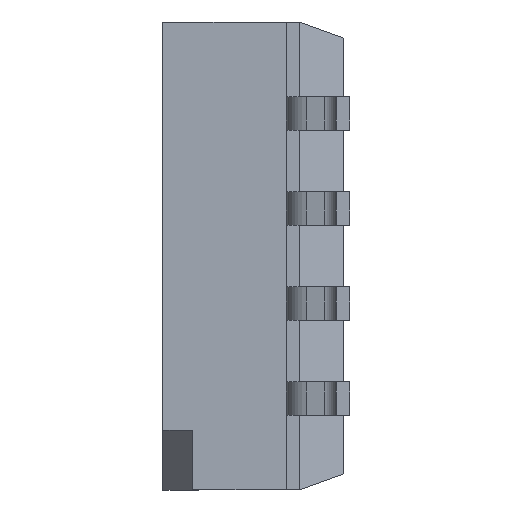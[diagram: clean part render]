
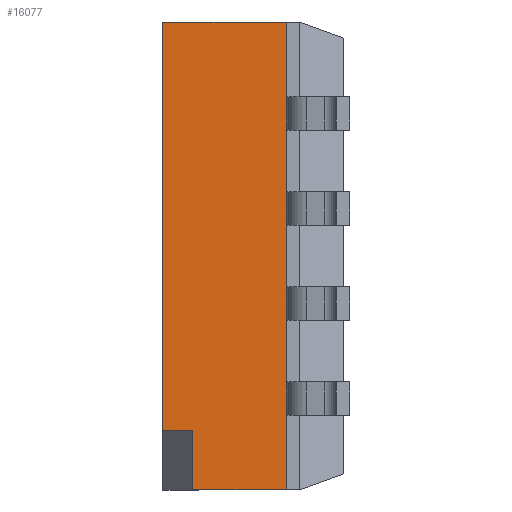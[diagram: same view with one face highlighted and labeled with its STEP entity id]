
A CAD part, left-side view. The second image highlights one B-rep face of the part: STEP entity #16077.
In plain terms, the highlighted planar face has unit normal (-1, 0, 0).
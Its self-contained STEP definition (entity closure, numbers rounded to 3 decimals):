
#635 = CARTESIAN_POINT ( 'NONE',  ( -2.9, -1.65, 0. ) ) ;
#1229 = LINE ( 'NONE', #17769, #4477 ) ;
#1778 = LINE ( 'NONE', #15767, #16949 ) ;
#2000 = VECTOR ( 'NONE', #14188, 1000. ) ;
#2134 = DIRECTION ( 'NONE',  ( 0., 0., 1. ) ) ;
#2665 = DIRECTION ( 'NONE',  ( 0., -1., 0. ) ) ;
#3947 = FACE_OUTER_BOUND ( 'NONE', #15576, .T. ) ;
#4387 = LINE ( 'NONE', #12647, #2000 ) ;
#4477 = VECTOR ( 'NONE', #5235, 1000. ) ;
#5190 = EDGE_CURVE ( 'NONE', #10583, #17851, #16304, .T. ) ;
#5235 = DIRECTION ( 'NONE',  ( 0., 1., 0. ) ) ;
#6486 = CARTESIAN_POINT ( 'NONE',  ( -2.9, -7.463, 0. ) ) ;
#6511 = CARTESIAN_POINT ( 'NONE',  ( -2.9, 0., 0. ) ) ;
#6667 = ORIENTED_EDGE ( 'NONE', *, *, #5190, .T. ) ;
#6752 = PLANE ( 'NONE',  #16507 ) ;
#7409 = EDGE_CURVE ( 'NONE', #17850, #10050, #1229, .T. ) ;
#7592 = DIRECTION ( 'NONE',  ( 0., -1., 0. ) ) ;
#7638 = EDGE_CURVE ( 'NONE', #15754, #10583, #1778, .T. ) ;
#7683 = DIRECTION ( 'NONE',  ( 0., 1., 0. ) ) ;
#7807 = VECTOR ( 'NONE', #7683, 1000. ) ;
#8119 = ORIENTED_EDGE ( 'NONE', *, *, #9005, .T. ) ;
#8571 = ORIENTED_EDGE ( 'NONE', *, *, #14022, .F. ) ;
#8669 = EDGE_CURVE ( 'NONE', #15754, #17850, #4387, .T. ) ;
#8673 = CARTESIAN_POINT ( 'NONE',  ( -2.9, 0., 0. ) ) ;
#9005 = EDGE_CURVE ( 'NONE', #17851, #14834, #13408, .T. ) ;
#10036 = LINE ( 'NONE', #8673, #17870 ) ;
#10050 = VERTEX_POINT ( 'NONE', #17254 ) ;
#10160 = CARTESIAN_POINT ( 'NONE',  ( -2.9, -0.4, -5.45 ) ) ;
#10583 = VERTEX_POINT ( 'NONE', #17000 ) ;
#11415 = VECTOR ( 'NONE', #12114, 1000. ) ;
#12114 = DIRECTION ( 'NONE',  ( 0., 0., 1. ) ) ;
#12295 = CARTESIAN_POINT ( 'NONE',  ( -2.9, -7.463, 0. ) ) ;
#12647 = CARTESIAN_POINT ( 'NONE',  ( -2.9, -0.4, -6.25 ) ) ;
#13041 = ORIENTED_EDGE ( 'NONE', *, *, #7409, .F. ) ;
#13408 = LINE ( 'NONE', #6486, #7807 ) ;
#13744 = CARTESIAN_POINT ( 'NONE',  ( -2.9, -1.65, 0. ) ) ;
#13748 = ORIENTED_EDGE ( 'NONE', *, *, #7638, .T. ) ;
#13957 = CARTESIAN_POINT ( 'NONE',  ( -2.9, -0.4, -6.25 ) ) ;
#14022 = EDGE_CURVE ( 'NONE', #10050, #14834, #10036, .T. ) ;
#14188 = DIRECTION ( 'NONE',  ( 0., 0., 1. ) ) ;
#14834 = VERTEX_POINT ( 'NONE', #6511 ) ;
#15576 = EDGE_LOOP ( 'NONE', ( #13041, #17363, #13748, #6667, #8119, #8571 ) ) ;
#15754 = VERTEX_POINT ( 'NONE', #13957 ) ;
#15767 = CARTESIAN_POINT ( 'NONE',  ( -2.9, 0., -6.25 ) ) ;
#16077 = ADVANCED_FACE ( 'NONE', ( #3947 ), #6752, .T. ) ;
#16304 = LINE ( 'NONE', #13744, #11415 ) ;
#16507 = AXIS2_PLACEMENT_3D ( 'NONE', #12295, #17846, #2665 ) ;
#16949 = VECTOR ( 'NONE', #7592, 1000. ) ;
#17000 = CARTESIAN_POINT ( 'NONE',  ( -2.9, -1.65, -6.25 ) ) ;
#17254 = CARTESIAN_POINT ( 'NONE',  ( -2.9, 0., -5.45 ) ) ;
#17363 = ORIENTED_EDGE ( 'NONE', *, *, #8669, .F. ) ;
#17769 = CARTESIAN_POINT ( 'NONE',  ( -2.9, -0.4, -5.45 ) ) ;
#17846 = DIRECTION ( 'NONE',  ( -1., 0., 0. ) ) ;
#17850 = VERTEX_POINT ( 'NONE', #10160 ) ;
#17851 = VERTEX_POINT ( 'NONE', #635 ) ;
#17870 = VECTOR ( 'NONE', #2134, 1000. ) ;
